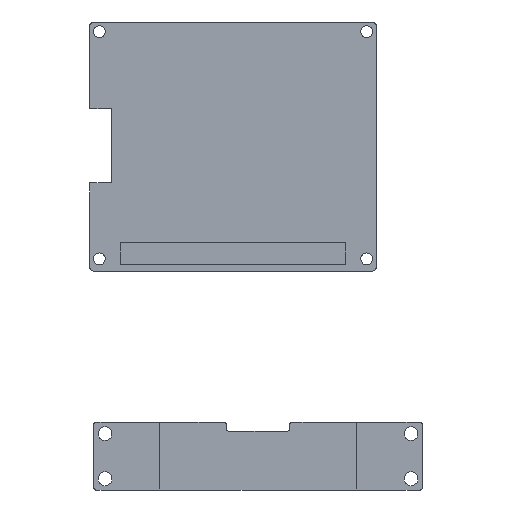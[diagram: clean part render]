
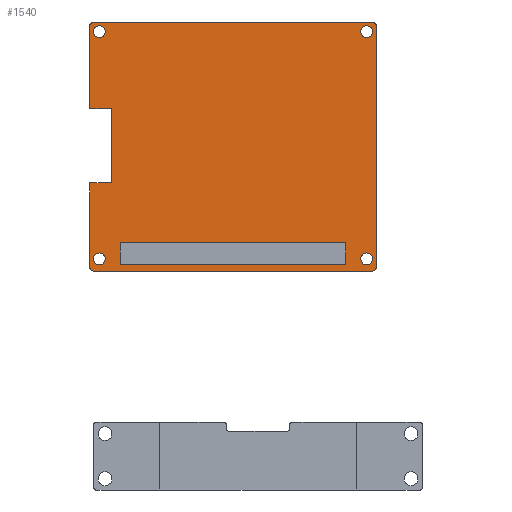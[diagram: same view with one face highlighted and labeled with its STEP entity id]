
A CAD part, front view. The second image highlights one B-rep face of the part: STEP entity #1540.
In plain terms, the highlighted planar face has unit normal (0, -1, 0).
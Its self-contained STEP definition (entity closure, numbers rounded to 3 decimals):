
#28=FACE_BOUND('',#264,.T.);
#29=FACE_BOUND('',#265,.T.);
#30=FACE_BOUND('',#266,.T.);
#31=FACE_BOUND('',#267,.T.);
#32=FACE_BOUND('',#268,.T.);
#83=CIRCLE('',#1652,1.35);
#85=CIRCLE('',#1655,1.35);
#87=CIRCLE('',#1658,1.35);
#89=CIRCLE('',#1661,1.35);
#91=CIRCLE('',#1664,1.);
#92=CIRCLE('',#1667,1.);
#93=CIRCLE('',#1668,1.);
#94=CIRCLE('',#1669,1.);
#177=FACE_OUTER_BOUND('',#263,.T.);
#263=EDGE_LOOP('',(#1158,#1159,#1160,#1161,#1162,#1163,#1164,#1165,#1166,
#1167,#1168,#1169));
#264=EDGE_LOOP('',(#1170,#1171,#1172,#1173));
#265=EDGE_LOOP('',(#1174));
#266=EDGE_LOOP('',(#1175));
#267=EDGE_LOOP('',(#1176));
#268=EDGE_LOOP('',(#1177));
#336=LINE('',#2187,#504);
#340=LINE('',#2195,#508);
#343=LINE('',#2201,#511);
#346=LINE('',#2206,#514);
#406=LINE('',#2357,#574);
#409=LINE('',#2363,#577);
#410=LINE('',#2367,#578);
#411=LINE('',#2369,#579);
#412=LINE('',#2371,#580);
#413=LINE('',#2373,#581);
#414=LINE('',#2375,#582);
#415=LINE('',#2379,#583);
#504=VECTOR('',#1756,10.);
#508=VECTOR('',#1762,10.);
#511=VECTOR('',#1767,10.);
#514=VECTOR('',#1772,10.);
#574=VECTOR('',#1916,10.);
#577=VECTOR('',#1921,10.);
#578=VECTOR('',#1924,10.);
#579=VECTOR('',#1925,10.);
#580=VECTOR('',#1926,10.);
#581=VECTOR('',#1927,10.);
#582=VECTOR('',#1928,10.);
#583=VECTOR('',#1931,10.);
#672=VERTEX_POINT('',#2185);
#673=VERTEX_POINT('',#2186);
#676=VERTEX_POINT('',#2194);
#678=VERTEX_POINT('',#2200);
#717=VERTEX_POINT('',#2325);
#719=VERTEX_POINT('',#2331);
#721=VERTEX_POINT('',#2337);
#723=VERTEX_POINT('',#2343);
#726=VERTEX_POINT('',#2350);
#727=VERTEX_POINT('',#2352);
#728=VERTEX_POINT('',#2356);
#730=VERTEX_POINT('',#2362);
#731=VERTEX_POINT('',#2364);
#732=VERTEX_POINT('',#2366);
#733=VERTEX_POINT('',#2368);
#734=VERTEX_POINT('',#2370);
#735=VERTEX_POINT('',#2372);
#736=VERTEX_POINT('',#2374);
#737=VERTEX_POINT('',#2376);
#738=VERTEX_POINT('',#2378);
#812=EDGE_CURVE('',#672,#673,#336,.T.);
#816=EDGE_CURVE('',#673,#676,#340,.T.);
#819=EDGE_CURVE('',#676,#678,#343,.T.);
#822=EDGE_CURVE('',#678,#672,#346,.T.);
#880=EDGE_CURVE('',#717,#717,#83,.T.);
#883=EDGE_CURVE('',#719,#719,#85,.T.);
#886=EDGE_CURVE('',#721,#721,#87,.T.);
#889=EDGE_CURVE('',#723,#723,#89,.T.);
#892=EDGE_CURVE('',#726,#727,#91,.T.);
#894=EDGE_CURVE('',#727,#728,#406,.T.);
#897=EDGE_CURVE('',#730,#726,#409,.T.);
#898=EDGE_CURVE('',#731,#730,#92,.T.);
#899=EDGE_CURVE('',#732,#731,#410,.T.);
#900=EDGE_CURVE('',#733,#732,#411,.T.);
#901=EDGE_CURVE('',#734,#733,#412,.T.);
#902=EDGE_CURVE('',#735,#734,#413,.T.);
#903=EDGE_CURVE('',#736,#735,#414,.T.);
#904=EDGE_CURVE('',#737,#736,#93,.T.);
#905=EDGE_CURVE('',#738,#737,#415,.T.);
#906=EDGE_CURVE('',#728,#738,#94,.T.);
#1158=ORIENTED_EDGE('',*,*,#892,.F.);
#1159=ORIENTED_EDGE('',*,*,#897,.F.);
#1160=ORIENTED_EDGE('',*,*,#898,.F.);
#1161=ORIENTED_EDGE('',*,*,#899,.F.);
#1162=ORIENTED_EDGE('',*,*,#900,.F.);
#1163=ORIENTED_EDGE('',*,*,#901,.F.);
#1164=ORIENTED_EDGE('',*,*,#902,.F.);
#1165=ORIENTED_EDGE('',*,*,#903,.F.);
#1166=ORIENTED_EDGE('',*,*,#904,.F.);
#1167=ORIENTED_EDGE('',*,*,#905,.F.);
#1168=ORIENTED_EDGE('',*,*,#906,.F.);
#1169=ORIENTED_EDGE('',*,*,#894,.F.);
#1170=ORIENTED_EDGE('',*,*,#812,.T.);
#1171=ORIENTED_EDGE('',*,*,#816,.T.);
#1172=ORIENTED_EDGE('',*,*,#819,.T.);
#1173=ORIENTED_EDGE('',*,*,#822,.T.);
#1174=ORIENTED_EDGE('',*,*,#880,.T.);
#1175=ORIENTED_EDGE('',*,*,#883,.T.);
#1176=ORIENTED_EDGE('',*,*,#886,.T.);
#1177=ORIENTED_EDGE('',*,*,#889,.T.);
#1470=PLANE('',#1666);
#1540=ADVANCED_FACE('',(#177,#28,#29,#30,#31,#32),#1470,.F.);
#1652=AXIS2_PLACEMENT_3D('',#2327,#1883,#1884);
#1655=AXIS2_PLACEMENT_3D('',#2333,#1890,#1891);
#1658=AXIS2_PLACEMENT_3D('',#2339,#1897,#1898);
#1661=AXIS2_PLACEMENT_3D('',#2345,#1904,#1905);
#1664=AXIS2_PLACEMENT_3D('',#2353,#1911,#1912);
#1666=AXIS2_PLACEMENT_3D('',#2361,#1919,#1920);
#1667=AXIS2_PLACEMENT_3D('',#2365,#1922,#1923);
#1668=AXIS2_PLACEMENT_3D('',#2377,#1929,#1930);
#1669=AXIS2_PLACEMENT_3D('',#2380,#1932,#1933);
#1756=DIRECTION('',(1.,0.,0.));
#1762=DIRECTION('',(0.,0.,-1.));
#1767=DIRECTION('',(-1.,0.,0.));
#1772=DIRECTION('',(0.,0.,1.));
#1883=DIRECTION('center_axis',(0.,1.,0.));
#1884=DIRECTION('ref_axis',(-1.,0.,0.));
#1890=DIRECTION('center_axis',(0.,1.,0.));
#1891=DIRECTION('ref_axis',(-1.,0.,0.));
#1897=DIRECTION('center_axis',(0.,1.,0.));
#1898=DIRECTION('ref_axis',(-1.,0.,0.));
#1904=DIRECTION('center_axis',(0.,1.,0.));
#1905=DIRECTION('ref_axis',(-1.,0.,0.));
#1911=DIRECTION('center_axis',(0.,1.,0.));
#1912=DIRECTION('ref_axis',(0.707,0.,0.707));
#1916=DIRECTION('',(0.,0.,-1.));
#1919=DIRECTION('center_axis',(0.,1.,0.));
#1920=DIRECTION('ref_axis',(1.,0.,0.));
#1921=DIRECTION('',(1.,0.,0.));
#1922=DIRECTION('center_axis',(0.,1.,0.));
#1923=DIRECTION('ref_axis',(-0.707,0.,0.707));
#1924=DIRECTION('',(0.,0.,1.));
#1925=DIRECTION('',(-1.,0.,0.));
#1926=DIRECTION('',(0.,0.,1.));
#1927=DIRECTION('',(1.,0.,0.));
#1928=DIRECTION('',(0.,0.,1.));
#1929=DIRECTION('center_axis',(0.,1.,0.));
#1930=DIRECTION('ref_axis',(-0.707,0.,-0.707));
#1931=DIRECTION('',(-1.,0.,0.));
#1932=DIRECTION('center_axis',(0.,1.,0.));
#1933=DIRECTION('ref_axis',(0.707,0.,-0.707));
#2185=CARTESIAN_POINT('',(-25.665,0.,-21.825));
#2186=CARTESIAN_POINT('',(25.665,0.,-21.825));
#2187=CARTESIAN_POINT('',(12.833,0.,-21.825));
#2194=CARTESIAN_POINT('',(25.665,0.,-26.825));
#2195=CARTESIAN_POINT('',(25.665,0.,-13.413));
#2200=CARTESIAN_POINT('',(-25.665,0.,-26.825));
#2201=CARTESIAN_POINT('',(-12.833,0.,-26.825));
#2206=CARTESIAN_POINT('',(-25.665,0.,-10.913));
#2325=CARTESIAN_POINT('',(-29.055,0.,-25.525));
#2327=CARTESIAN_POINT('Origin',(-30.405,0.,-25.525));
#2331=CARTESIAN_POINT('',(-29.055,0.,26.125));
#2333=CARTESIAN_POINT('Origin',(-30.405,0.,26.125));
#2337=CARTESIAN_POINT('',(31.755,0.,-25.525));
#2339=CARTESIAN_POINT('Origin',(30.405,0.,-25.525));
#2343=CARTESIAN_POINT('',(31.755,0.,26.125));
#2345=CARTESIAN_POINT('Origin',(30.405,0.,26.125));
#2350=CARTESIAN_POINT('',(31.605,0.,28.325));
#2352=CARTESIAN_POINT('',(32.605,0.,27.325));
#2353=CARTESIAN_POINT('Origin',(31.605,0.,27.325));
#2356=CARTESIAN_POINT('',(32.605,0.,-27.325));
#2357=CARTESIAN_POINT('',(32.605,0.,28.325));
#2361=CARTESIAN_POINT('Origin',(0.,0.,0.));
#2362=CARTESIAN_POINT('',(-31.605,0.,28.325));
#2363=CARTESIAN_POINT('',(-32.605,0.,28.325));
#2364=CARTESIAN_POINT('',(-32.605,0.,27.325));
#2365=CARTESIAN_POINT('Origin',(-31.605,0.,27.325));
#2366=CARTESIAN_POINT('',(-32.605,0.,8.595));
#2367=CARTESIAN_POINT('',(-32.605,0.,-28.325));
#2368=CARTESIAN_POINT('',(-27.605,0.,8.595));
#2369=CARTESIAN_POINT('',(-27.605,0.,8.595));
#2370=CARTESIAN_POINT('',(-27.605,0.,-8.255));
#2371=CARTESIAN_POINT('',(-27.605,0.,-8.255));
#2372=CARTESIAN_POINT('',(-32.605,0.,-8.255));
#2373=CARTESIAN_POINT('',(-32.605,0.,-8.255));
#2374=CARTESIAN_POINT('',(-32.605,0.,-27.325));
#2375=CARTESIAN_POINT('',(-32.605,0.,-28.325));
#2376=CARTESIAN_POINT('',(-31.605,0.,-28.325));
#2377=CARTESIAN_POINT('Origin',(-31.605,0.,-27.325));
#2378=CARTESIAN_POINT('',(31.605,0.,-28.325));
#2379=CARTESIAN_POINT('',(32.605,0.,-28.325));
#2380=CARTESIAN_POINT('Origin',(31.605,0.,-27.325));
